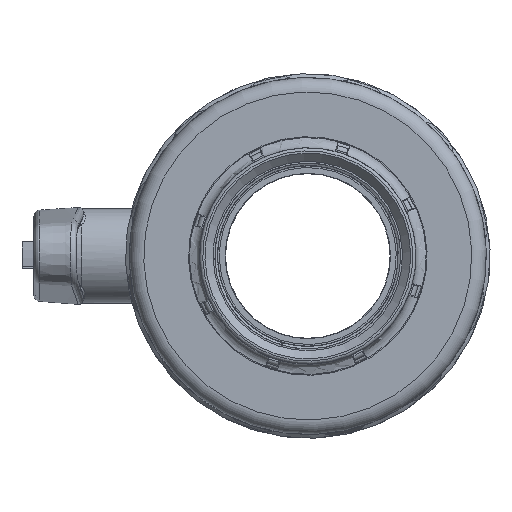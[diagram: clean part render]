
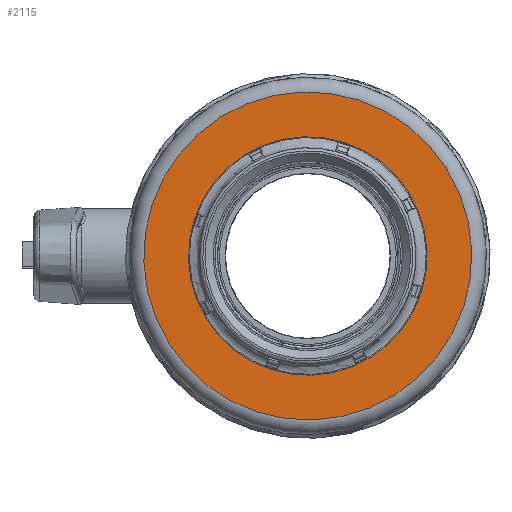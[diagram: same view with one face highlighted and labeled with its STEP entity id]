
A CAD part, left-side view. The second image highlights one B-rep face of the part: STEP entity #2115.
In plain terms, the highlighted face is planar.
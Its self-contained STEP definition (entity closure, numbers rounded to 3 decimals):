
#2115 = ADVANCED_FACE( '', ( #4302, #4303 ), #4304, .T. );
#4302 = FACE_BOUND( '', #22408, .T. );
#4303 = FACE_OUTER_BOUND( '', #22409, .T. );
#4304 = PLANE( '', #22410 );
#22408 = EDGE_LOOP( '', ( #28650 ) );
#22409 = EDGE_LOOP( '', ( #28651 ) );
#22410 = AXIS2_PLACEMENT_3D( '', #28652, #28653, #28654 );
#28650 = ORIENTED_EDGE( '', *, *, #29434, .T. );
#28651 = ORIENTED_EDGE( '', *, *, #31204, .F. );
#28652 = CARTESIAN_POINT( '', ( -79.75, 44., 0. ) );
#28653 = DIRECTION( '', ( 0., 1., 0. ) );
#28654 = DIRECTION( '', ( -1., 0., 0. ) );
#29434 = EDGE_CURVE( '', #32248, #32248, #32249, .T. );
#31204 = EDGE_CURVE( '', #34724, #34724, #34725, .T. );
#32248 = VERTEX_POINT( '', #37782 );
#32249 = CIRCLE( '', #37783, 58. );
#34724 = VERTEX_POINT( '', #51858 );
#34725 = CIRCLE( '', #51859, 79.75 );
#37782 = CARTESIAN_POINT( '', ( 58., 44., 0. ) );
#37783 = AXIS2_PLACEMENT_3D( '', #52695, #52696, #52697 );
#51858 = CARTESIAN_POINT( '', ( 79.75, 44., 0. ) );
#51859 = AXIS2_PLACEMENT_3D( '', #54184, #54185, #54186 );
#52695 = CARTESIAN_POINT( '', ( 0., 44., 0. ) );
#52696 = DIRECTION( '', ( 0., -1., 0. ) );
#52697 = DIRECTION( '', ( 1., 0., 0. ) );
#54184 = CARTESIAN_POINT( '', ( 0., 44., 0. ) );
#54185 = DIRECTION( '', ( 0., -1., 0. ) );
#54186 = DIRECTION( '', ( 1., 0., 0. ) );
